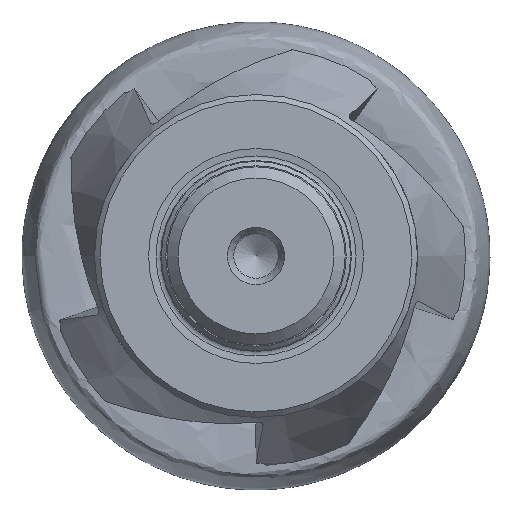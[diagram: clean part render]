
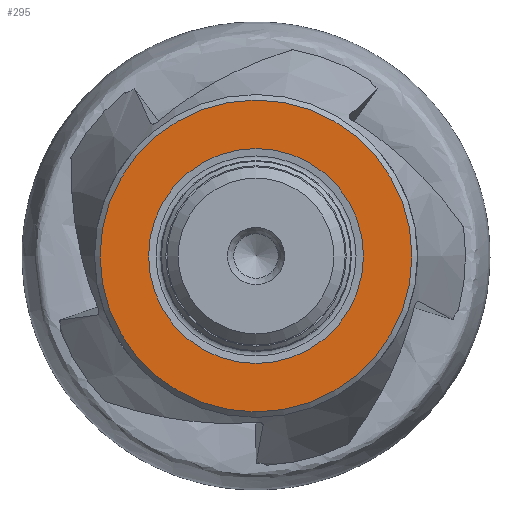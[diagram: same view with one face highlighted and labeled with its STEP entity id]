
A CAD part, left-side view. The second image highlights one B-rep face of the part: STEP entity #295.
In plain terms, the highlighted planar face has unit normal (-1, 0, 0).
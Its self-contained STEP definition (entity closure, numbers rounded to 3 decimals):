
#88 = DIRECTION ( 'NONE',  ( 1., 0., 0. ) ) ;
#161 = EDGE_CURVE ( 'NONE', #5090, #5090, #997, .T. ) ;
#244 = DIRECTION ( 'NONE',  ( 0., 1., 0. ) ) ;
#293 = DIRECTION ( 'NONE',  ( -1., 0., 0. ) ) ;
#295 = ADVANCED_FACE ( 'NONE', ( #2589, #5081 ), #4271, .T. ) ;
#314 = DIRECTION ( 'NONE',  ( 0., -1., 0. ) ) ;
#520 = AXIS2_PLACEMENT_3D ( 'NONE', #4275, #293, #314 ) ;
#997 = CIRCLE ( 'NONE', #2638, 9.65 ) ;
#1125 = EDGE_LOOP ( 'NONE', ( #1425 ) ) ;
#1425 = ORIENTED_EDGE ( 'NONE', *, *, #161, .T. ) ;
#1563 = EDGE_CURVE ( 'NONE', #4804, #4804, #3853, .T. ) ;
#2589 = FACE_BOUND ( 'NONE', #1125, .T. ) ;
#2609 = ORIENTED_EDGE ( 'NONE', *, *, #1563, .F. ) ;
#2638 = AXIS2_PLACEMENT_3D ( 'NONE', #3689, #88, #244 ) ;
#3546 = AXIS2_PLACEMENT_3D ( 'NONE', #4747, #3642, #6096 ) ;
#3642 = DIRECTION ( 'NONE',  ( 1., 0., 0. ) ) ;
#3689 = CARTESIAN_POINT ( 'NONE',  ( -41.05, 0., 0. ) ) ;
#3853 = CIRCLE ( 'NONE', #3546, 14. ) ;
#4136 = EDGE_LOOP ( 'NONE', ( #2609 ) ) ;
#4271 = PLANE ( 'NONE',  #520 ) ;
#4275 = CARTESIAN_POINT ( 'NONE',  ( -41.05, 14., 0. ) ) ;
#4747 = CARTESIAN_POINT ( 'NONE',  ( -41.05, 0., 0. ) ) ;
#4804 = VERTEX_POINT ( 'NONE', #6129 ) ;
#5081 = FACE_OUTER_BOUND ( 'NONE', #4136, .T. ) ;
#5090 = VERTEX_POINT ( 'NONE', #6164 ) ;
#6096 = DIRECTION ( 'NONE',  ( 0., 1., 0. ) ) ;
#6129 = CARTESIAN_POINT ( 'NONE',  ( -41.05, 14., 0. ) ) ;
#6164 = CARTESIAN_POINT ( 'NONE',  ( -41.05, 9.65, 0. ) ) ;
